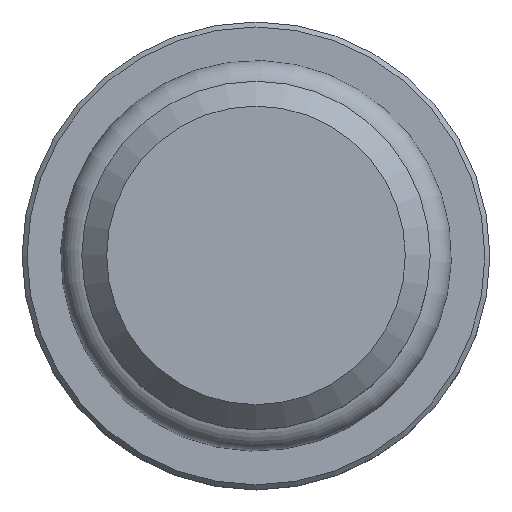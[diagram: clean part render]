
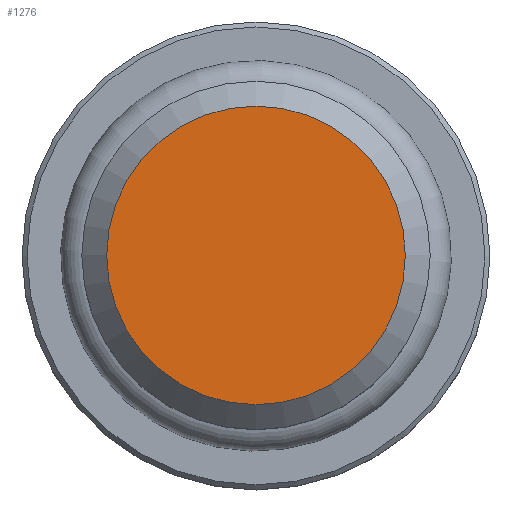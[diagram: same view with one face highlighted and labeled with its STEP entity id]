
A CAD part, top view. The second image highlights one B-rep face of the part: STEP entity #1276.
In plain terms, the highlighted planar face has unit normal (0, 0, 1).
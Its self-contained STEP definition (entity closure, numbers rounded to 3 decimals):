
#1236=CARTESIAN_POINT('',(6.,0.,16.0));
#1237=VERTEX_POINT('',#1236);
#1238=CARTESIAN_POINT('',(0.0,0.0,16.0));
#1239=DIRECTION('',(0.0,0.0,-1.0));
#1240=DIRECTION('',(-1.0,0.0,0.0));
#1241=AXIS2_PLACEMENT_3D('',#1238,#1239,#1240);
#1242=CIRCLE('',#1241,6.);
#1243=EDGE_CURVE('',#1237,#1237,#1242,.T.);
#1268=CARTESIAN_POINT('',(0.0,0.0,16.0));
#1269=DIRECTION('',(0.0,0.0,-1.0));
#1270=DIRECTION('',(-1.0,0.0,0.0));
#1271=AXIS2_PLACEMENT_3D('',#1268,#1269,#1270);
#1272=PLANE('',#1271);
#1273=ORIENTED_EDGE('',*,*,#1243,.F.);
#1274=EDGE_LOOP('',(#1273));
#1275=FACE_OUTER_BOUND('',#1274,.T.);
#1276=ADVANCED_FACE('',(#1275),#1272,.F.);
